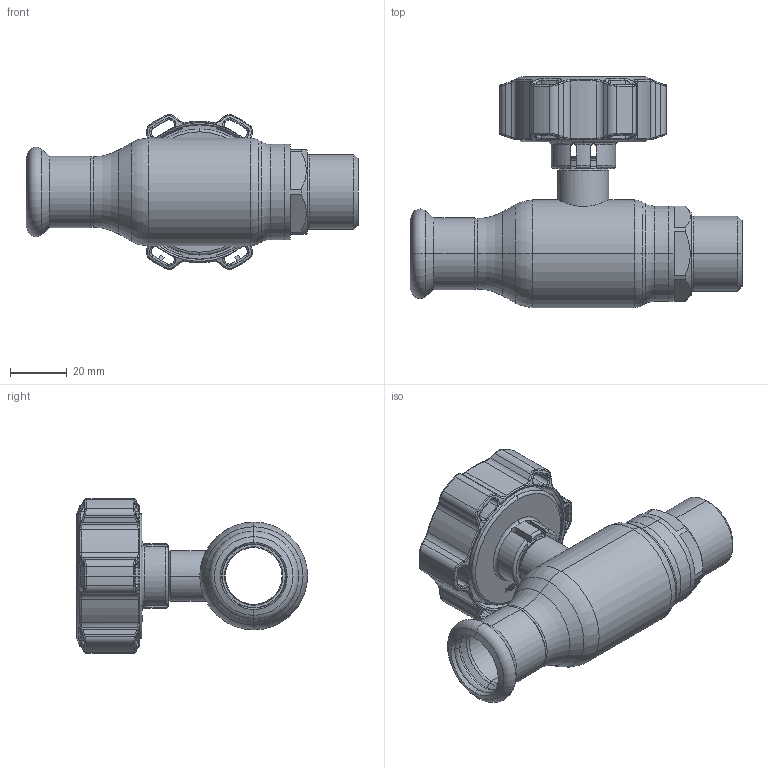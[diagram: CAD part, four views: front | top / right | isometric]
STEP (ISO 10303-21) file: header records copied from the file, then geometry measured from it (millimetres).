
FILE_DESCRIPTION (( 'STEP AP214' ), '1' );
FILE_NAME ('2020001200-0200.step', '2024-01-11T11:09:13', ( '' ), ( '' ), 'SwSTEP 2.0', 'SolidWorks 2021', '' );
FILE_SCHEMA (( 'AUTOMOTIVE_DESIGN' ));
Length unit declared in the file: millimetre
Products named in the file (1): 2020001200-0200
Bounding box: 117.2 x 81.6 x 54.57 mm (x, y, z)
Surface area: 31982.8 mm2 (no closed solid volume)
Topology: 0 solids, 9 shells, 542 faces, 1583 edges, 1024 vertices
Faces by surface type: bspline 172, cylinder 126, plane 109, torus 79, cone 56
Entity records: 33401 total; most frequent: CARTESIAN_POINT 14757, ORIENTED_EDGE 2819, DIRECTION 2226, EDGE_CURVE 1579, VERTEX_POINT 1024, AXIS2_PLACEMENT_3D 892, B_SPLINE_CURVE_WITH_KNOTS 586, EDGE_LOOP 576
